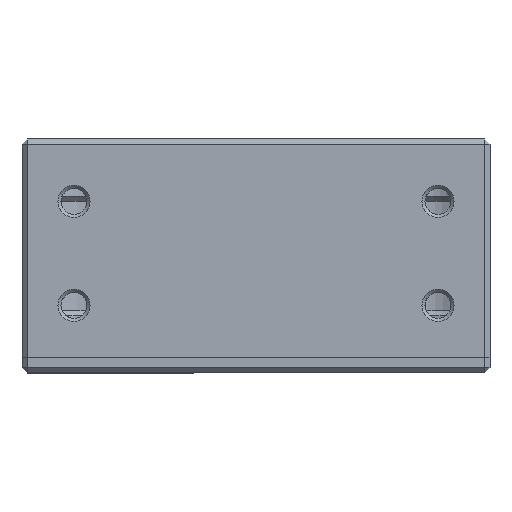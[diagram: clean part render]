
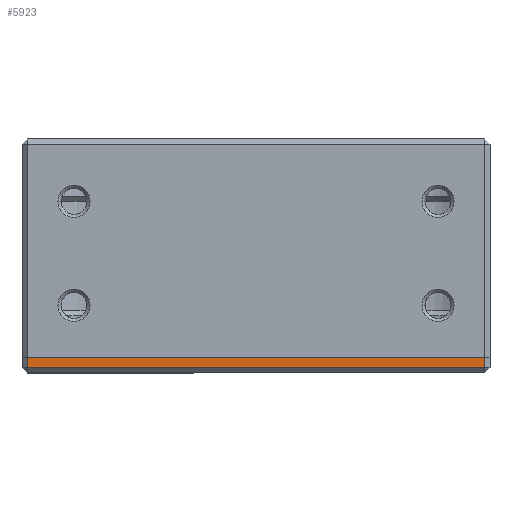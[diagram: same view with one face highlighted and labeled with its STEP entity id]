
A CAD part, front view. The second image highlights one B-rep face of the part: STEP entity #5923.
In plain terms, the highlighted planar face has unit normal (0, -1, 0).
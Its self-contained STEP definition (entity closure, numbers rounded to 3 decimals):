
#1479 = PLANE('',#1480);
#1480 = AXIS2_PLACEMENT_3D('',#1481,#1482,#1483);
#1481 = CARTESIAN_POINT('',(-45.,-23.,3.));
#1482 = DIRECTION('',(0.,0.,1.));
#1483 = DIRECTION('',(0.,1.,0.));
#1606 = PLANE('',#1607);
#1607 = AXIS2_PLACEMENT_3D('',#1608,#1609,#1610);
#1608 = CARTESIAN_POINT('',(44.5,-22.5,0.));
#1609 = DIRECTION('',(-0.707,0.707,0.
    ));
#1610 = DIRECTION('',(0.,0.,-1.));
#2488 = PLANE('',#2489);
#2489 = AXIS2_PLACEMENT_3D('',#2490,#2491,#2492);
#2490 = CARTESIAN_POINT('',(-44.5,-22.5,0.));
#2491 = DIRECTION('',(-0.707,-0.707,
    0.));
#2492 = DIRECTION('',(0.,0.,-1.));
#3557 = EDGE_CURVE('',#3558,#3560,#3562,.T.);
#3558 = VERTEX_POINT('',#3559);
#3559 = CARTESIAN_POINT('',(-44.,-23.,3.));
#3560 = VERTEX_POINT('',#3561);
#3561 = CARTESIAN_POINT('',(44.,-23.,3.));
#3562 = SURFACE_CURVE('',#3563,(#3567,#3574),.PCURVE_S1.);
#3563 = LINE('',#3564,#3565);
#3564 = CARTESIAN_POINT('',(-45.,-23.,3.));
#3565 = VECTOR('',#3566,1.);
#3566 = DIRECTION('',(1.,0.,0.));
#3567 = PCURVE('',#1479,#3568);
#3568 = DEFINITIONAL_REPRESENTATION('',(#3569),#3573);
#3569 = LINE('',#3570,#3571);
#3570 = CARTESIAN_POINT('',(0.,0.));
#3571 = VECTOR('',#3572,1.);
#3572 = DIRECTION('',(0.,-1.));
#3573 = ( GEOMETRIC_REPRESENTATION_CONTEXT(2) 
PARAMETRIC_REPRESENTATION_CONTEXT() REPRESENTATION_CONTEXT('2D SPACE',''
  ) );
#3574 = PCURVE('',#3575,#3580);
#3575 = PLANE('',#3576);
#3576 = AXIS2_PLACEMENT_3D('',#3577,#3578,#3579);
#3577 = CARTESIAN_POINT('',(-45.,-23.,0.));
#3578 = DIRECTION('',(0.,-1.,0.));
#3579 = DIRECTION('',(0.,0.,1.));
#3580 = DEFINITIONAL_REPRESENTATION('',(#3581),#3585);
#3581 = LINE('',#3582,#3583);
#3582 = CARTESIAN_POINT('',(3.,0.));
#3583 = VECTOR('',#3584,1.);
#3584 = DIRECTION('',(0.,-1.));
#3585 = ( GEOMETRIC_REPRESENTATION_CONTEXT(2) 
PARAMETRIC_REPRESENTATION_CONTEXT() REPRESENTATION_CONTEXT('2D SPACE',''
  ) );
#3661 = EDGE_CURVE('',#3662,#3560,#3664,.T.);
#3662 = VERTEX_POINT('',#3663);
#3663 = CARTESIAN_POINT('',(44.,-23.,1.));
#3664 = SURFACE_CURVE('',#3665,(#3669,#3676),.PCURVE_S1.);
#3665 = LINE('',#3666,#3667);
#3666 = CARTESIAN_POINT('',(44.,-23.,0.));
#3667 = VECTOR('',#3668,1.);
#3668 = DIRECTION('',(0.,0.,1.));
#3669 = PCURVE('',#1606,#3670);
#3670 = DEFINITIONAL_REPRESENTATION('',(#3671),#3675);
#3671 = LINE('',#3672,#3673);
#3672 = CARTESIAN_POINT('',(0.,0.707));
#3673 = VECTOR('',#3674,1.);
#3674 = DIRECTION('',(-1.,0.));
#3675 = ( GEOMETRIC_REPRESENTATION_CONTEXT(2) 
PARAMETRIC_REPRESENTATION_CONTEXT() REPRESENTATION_CONTEXT('2D SPACE',''
  ) );
#3676 = PCURVE('',#3575,#3677);
#3677 = DEFINITIONAL_REPRESENTATION('',(#3678),#3682);
#3678 = LINE('',#3679,#3680);
#3679 = CARTESIAN_POINT('',(0.,-89.));
#3680 = VECTOR('',#3681,1.);
#3681 = DIRECTION('',(1.,0.));
#3682 = ( GEOMETRIC_REPRESENTATION_CONTEXT(2) 
PARAMETRIC_REPRESENTATION_CONTEXT() REPRESENTATION_CONTEXT('2D SPACE',''
  ) );
#4752 = EDGE_CURVE('',#4753,#3558,#4755,.T.);
#4753 = VERTEX_POINT('',#4754);
#4754 = CARTESIAN_POINT('',(-44.,-23.,1.));
#4755 = SURFACE_CURVE('',#4756,(#4760,#4767),.PCURVE_S1.);
#4756 = LINE('',#4757,#4758);
#4757 = CARTESIAN_POINT('',(-44.,-23.,0.));
#4758 = VECTOR('',#4759,1.);
#4759 = DIRECTION('',(0.,0.,1.));
#4760 = PCURVE('',#2488,#4761);
#4761 = DEFINITIONAL_REPRESENTATION('',(#4762),#4766);
#4762 = LINE('',#4763,#4764);
#4763 = CARTESIAN_POINT('',(-0.,0.707));
#4764 = VECTOR('',#4765,1.);
#4765 = DIRECTION('',(-1.,0.));
#4766 = ( GEOMETRIC_REPRESENTATION_CONTEXT(2) 
PARAMETRIC_REPRESENTATION_CONTEXT() REPRESENTATION_CONTEXT('2D SPACE',''
  ) );
#4767 = PCURVE('',#3575,#4768);
#4768 = DEFINITIONAL_REPRESENTATION('',(#4769),#4773);
#4769 = LINE('',#4770,#4771);
#4770 = CARTESIAN_POINT('',(0.,-1.));
#4771 = VECTOR('',#4772,1.);
#4772 = DIRECTION('',(1.,0.));
#4773 = ( GEOMETRIC_REPRESENTATION_CONTEXT(2) 
PARAMETRIC_REPRESENTATION_CONTEXT() REPRESENTATION_CONTEXT('2D SPACE',''
  ) );
#5923 = ADVANCED_FACE('',(#5924),#3575,.T.);
#5924 = FACE_BOUND('',#5925,.T.);
#5925 = EDGE_LOOP('',(#5926,#5927,#5928,#5954));
#5926 = ORIENTED_EDGE('',*,*,#3557,.F.);
#5927 = ORIENTED_EDGE('',*,*,#4752,.F.);
#5928 = ORIENTED_EDGE('',*,*,#5929,.T.);
#5929 = EDGE_CURVE('',#4753,#3662,#5930,.T.);
#5930 = SURFACE_CURVE('',#5931,(#5935,#5942),.PCURVE_S1.);
#5931 = LINE('',#5932,#5933);
#5932 = CARTESIAN_POINT('',(-45.,-23.,1.));
#5933 = VECTOR('',#5934,1.);
#5934 = DIRECTION('',(1.,0.,0.));
#5935 = PCURVE('',#3575,#5936);
#5936 = DEFINITIONAL_REPRESENTATION('',(#5937),#5941);
#5937 = LINE('',#5938,#5939);
#5938 = CARTESIAN_POINT('',(1.,0.));
#5939 = VECTOR('',#5940,1.);
#5940 = DIRECTION('',(0.,-1.));
#5941 = ( GEOMETRIC_REPRESENTATION_CONTEXT(2) 
PARAMETRIC_REPRESENTATION_CONTEXT() REPRESENTATION_CONTEXT('2D SPACE',''
  ) );
#5942 = PCURVE('',#5943,#5948);
#5943 = PLANE('',#5944);
#5944 = AXIS2_PLACEMENT_3D('',#5945,#5946,#5947);
#5945 = CARTESIAN_POINT('',(-45.,-22.5,0.5));
#5946 = DIRECTION('',(0.,-0.707,
    -0.707));
#5947 = DIRECTION('',(1.,0.,0.));
#5948 = DEFINITIONAL_REPRESENTATION('',(#5949),#5953);
#5949 = LINE('',#5950,#5951);
#5950 = CARTESIAN_POINT('',(0.,0.707));
#5951 = VECTOR('',#5952,1.);
#5952 = DIRECTION('',(1.,0.));
#5953 = ( GEOMETRIC_REPRESENTATION_CONTEXT(2) 
PARAMETRIC_REPRESENTATION_CONTEXT() REPRESENTATION_CONTEXT('2D SPACE',''
  ) );
#5954 = ORIENTED_EDGE('',*,*,#3661,.T.);
